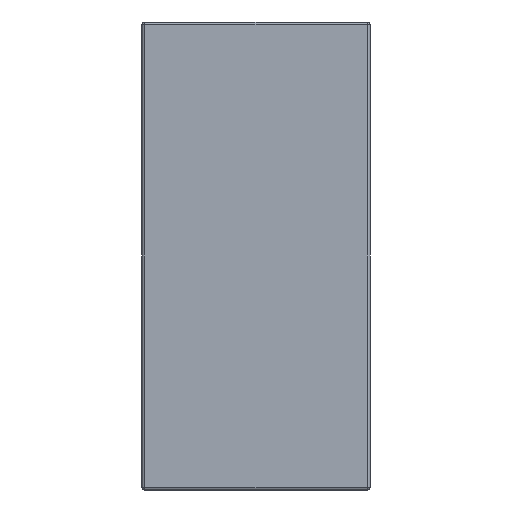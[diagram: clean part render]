
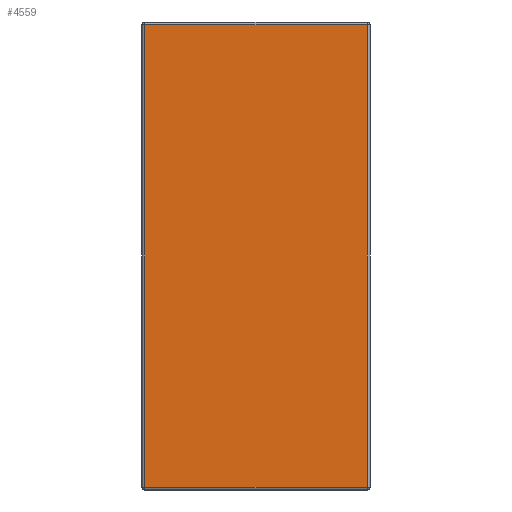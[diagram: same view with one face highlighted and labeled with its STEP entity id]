
A CAD part, left-side view. The second image highlights one B-rep face of the part: STEP entity #4559.
In plain terms, the highlighted planar face has unit normal (-1, 0, 0).
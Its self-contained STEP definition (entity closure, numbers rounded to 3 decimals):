
#585 = LINE ( 'NONE', #1224, #4498 ) ;
#614 = DIRECTION ( 'NONE',  ( 0., 0., -1. ) ) ;
#675 = EDGE_LOOP ( 'NONE', ( #4164, #5410, #835, #1170 ) ) ;
#797 = DIRECTION ( 'NONE',  ( 0., 0., -1. ) ) ;
#835 = ORIENTED_EDGE ( 'NONE', *, *, #4090, .T. ) ;
#846 = EDGE_CURVE ( 'NONE', #5175, #3542, #3653, .T. ) ;
#919 = CARTESIAN_POINT ( 'NONE',  ( -1.6, 0.77, 0.79 ) ) ;
#1104 = AXIS2_PLACEMENT_3D ( 'NONE', #3307, #5661, #614 ) ;
#1170 = ORIENTED_EDGE ( 'NONE', *, *, #4813, .T. ) ;
#1224 = CARTESIAN_POINT ( 'NONE',  ( -1.6, 0.77, -0.8 ) ) ;
#1357 = DIRECTION ( 'NONE',  ( 0., 1., 0. ) ) ;
#1692 = CARTESIAN_POINT ( 'NONE',  ( -1.6, 0.01, 0.79 ) ) ;
#1701 = CARTESIAN_POINT ( 'NONE',  ( -1.6, 0.78, 0.79 ) ) ;
#2354 = DIRECTION ( 'NONE',  ( 0., -1., 0. ) ) ;
#2367 = CARTESIAN_POINT ( 'NONE',  ( -1.6, 0.77, -0.79 ) ) ;
#2463 = VECTOR ( 'NONE', #1357, 1000. ) ;
#2815 = LINE ( 'NONE', #3265, #3619 ) ;
#3265 = CARTESIAN_POINT ( 'NONE',  ( -1.6, 0.78, -0.79 ) ) ;
#3307 = CARTESIAN_POINT ( 'NONE',  ( -1.6, 0.78, -0.8 ) ) ;
#3342 = PLANE ( 'NONE',  #1104 ) ;
#3542 = VERTEX_POINT ( 'NONE', #1692 ) ;
#3619 = VECTOR ( 'NONE', #2354, 1000. ) ;
#3653 = LINE ( 'NONE', #5857, #5160 ) ;
#3740 = VERTEX_POINT ( 'NONE', #2367 ) ;
#3976 = CARTESIAN_POINT ( 'NONE',  ( -1.6, 0.01, -0.79 ) ) ;
#4090 = EDGE_CURVE ( 'NONE', #3542, #4382, #5411, .T. ) ;
#4164 = ORIENTED_EDGE ( 'NONE', *, *, #4504, .T. ) ;
#4238 = FACE_OUTER_BOUND ( 'NONE', #675, .T. ) ;
#4382 = VERTEX_POINT ( 'NONE', #919 ) ;
#4498 = VECTOR ( 'NONE', #797, 1000. ) ;
#4504 = EDGE_CURVE ( 'NONE', #3740, #5175, #2815, .T. ) ;
#4559 = ADVANCED_FACE ( 'NONE', ( #4238 ), #3342, .F. ) ;
#4813 = EDGE_CURVE ( 'NONE', #4382, #3740, #585, .T. ) ;
#4932 = DIRECTION ( 'NONE',  ( 0., 0., 1. ) ) ;
#5160 = VECTOR ( 'NONE', #4932, 1000. ) ;
#5175 = VERTEX_POINT ( 'NONE', #3976 ) ;
#5410 = ORIENTED_EDGE ( 'NONE', *, *, #846, .T. ) ;
#5411 = LINE ( 'NONE', #1701, #2463 ) ;
#5661 = DIRECTION ( 'NONE',  ( 1., 0., 0. ) ) ;
#5857 = CARTESIAN_POINT ( 'NONE',  ( -1.6, 0.01, -0.8 ) ) ;
